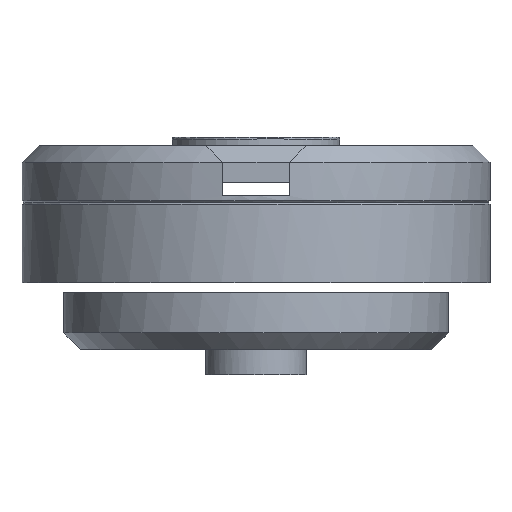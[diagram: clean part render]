
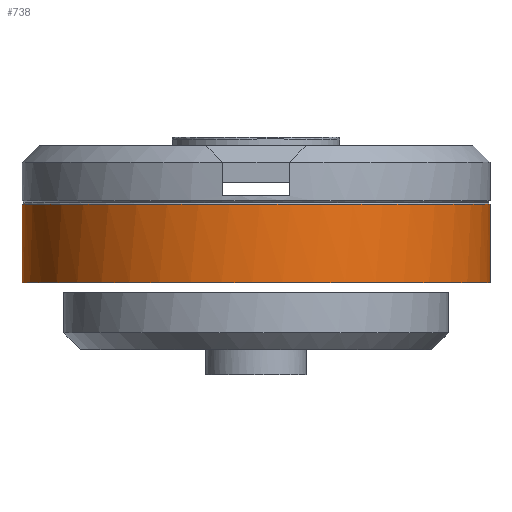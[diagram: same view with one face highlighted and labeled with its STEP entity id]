
A CAD part, front view. The second image highlights one B-rep face of the part: STEP entity #738.
In plain terms, the highlighted cylindrical face has radius 14 mm (diameter 28 mm), a partial arc.
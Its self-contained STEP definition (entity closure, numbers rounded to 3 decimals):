
#89 = CARTESIAN_POINT ( 'NONE',  ( 14., 0., 0. ) ) ;
#132 = CARTESIAN_POINT ( 'NONE',  ( 0., -14., 4.7 ) ) ;
#133 = CARTESIAN_POINT ( 'NONE',  ( 14., -14., 0. ) ) ;
#177 = VERTEX_POINT ( 'NONE', #1947 ) ;
#283 = CARTESIAN_POINT ( 'NONE',  ( -14., 0., 0. ) ) ;
#331 = CARTESIAN_POINT ( 'NONE',  ( 14., 0., 4.7 ) ) ;
#489 = CARTESIAN_POINT ( 'NONE',  ( 0., -14., 0. ) ) ;
#509 = VERTEX_POINT ( 'NONE', #2107 ) ;
#535 = CARTESIAN_POINT ( 'NONE',  ( -14., 0., 4.7 ) ) ;
#738 = ADVANCED_FACE ( 'NONE', ( #1305 ), #2192, .T. ) ;
#757 = DIRECTION ( 'NONE',  ( 1., 0., 0. ) ) ;
#788 = EDGE_CURVE ( 'NONE', #509, #177, #2045, .T. ) ;
#1305 = FACE_OUTER_BOUND ( 'NONE', #2027, .T. ) ;
#1393 = ORIENTED_EDGE ( 'NONE', *, *, #2295, .T. ) ;
#1439 = ORIENTED_EDGE ( 'NONE', *, *, #788, .T. ) ;
#1472 = CARTESIAN_POINT ( 'NONE',  ( -14., 0., 0. ) ) ;
#1480 = CARTESIAN_POINT ( 'NONE',  ( -14., 0., 0. ) ) ;
#1531 = CARTESIAN_POINT ( 'NONE',  ( 14., 0., 4.7 ) ) ;
#1567 = CARTESIAN_POINT ( 'NONE',  ( -14., -14., 0. ) ) ;
#1613 =( BOUNDED_CURVE ( )  B_SPLINE_CURVE ( 2, ( #331, #2000, #132, #1816, #535 ),
 .UNSPECIFIED., .F., .F. ) 
 B_SPLINE_CURVE_WITH_KNOTS ( ( 3, 2, 3 ),
 ( 43.982, 65.973, 87.965 ),
 .UNSPECIFIED. ) 
 CURVE ( )  GEOMETRIC_REPRESENTATION_ITEM ( )  RATIONAL_B_SPLINE_CURVE ( ( 1., 0.707, 1., 0.707, 1. ) ) 
 REPRESENTATION_ITEM ( '' )  );
#1620 = EDGE_CURVE ( 'NONE', #1880, #509, #1768, .T. ) ;
#1680 = CARTESIAN_POINT ( 'NONE',  ( 0., 0., 2.35 ) ) ;
#1682 = VERTEX_POINT ( 'NONE', #2126 ) ;
#1768 =( BOUNDED_CURVE ( )  B_SPLINE_CURVE ( 2, ( #283, #1567, #489, #133, #1923 ),
 .UNSPECIFIED., .F., .F. ) 
 B_SPLINE_CURVE_WITH_KNOTS ( ( 3, 2, 3 ),
 ( 0., 21.991, 43.982 ),
 .UNSPECIFIED. ) 
 CURVE ( )  GEOMETRIC_REPRESENTATION_ITEM ( )  RATIONAL_B_SPLINE_CURVE ( ( 1., 0.707, 1., 0.707, 1. ) ) 
 REPRESENTATION_ITEM ( '' )  );
#1785 = ORIENTED_EDGE ( 'NONE', *, *, #2085, .F. ) ;
#1816 = CARTESIAN_POINT ( 'NONE',  ( -14., -14., 4.7 ) ) ;
#1833 = AXIS2_PLACEMENT_3D ( 'NONE', #1680, #2238, #757 ) ;
#1855 = B_SPLINE_CURVE_WITH_KNOTS ( 'NONE', 1,
 ( #1480, #2061 ),
 .UNSPECIFIED., .F., .F.,
 ( 2, 2 ),
 ( 0.59, 5.29 ),
 .UNSPECIFIED. ) ;
#1880 = VERTEX_POINT ( 'NONE', #1472 ) ;
#1923 = CARTESIAN_POINT ( 'NONE',  ( 14., 0., 0. ) ) ;
#1947 = CARTESIAN_POINT ( 'NONE',  ( 14., 0., 4.7 ) ) ;
#2000 = CARTESIAN_POINT ( 'NONE',  ( 14., -14., 4.7 ) ) ;
#2027 = EDGE_LOOP ( 'NONE', ( #1439, #1393, #1785, #2286 ) ) ;
#2045 = B_SPLINE_CURVE_WITH_KNOTS ( 'NONE', 1,
 ( #89, #1531 ),
 .UNSPECIFIED., .F., .F.,
 ( 2, 2 ),
 ( 0.59, 5.29 ),
 .UNSPECIFIED. ) ;
#2061 = CARTESIAN_POINT ( 'NONE',  ( -14., 0., 4.7 ) ) ;
#2085 = EDGE_CURVE ( 'NONE', #1880, #1682, #1855, .T. ) ;
#2107 = CARTESIAN_POINT ( 'NONE',  ( 14., 0., 0. ) ) ;
#2126 = CARTESIAN_POINT ( 'NONE',  ( -14., 0., 4.7 ) ) ;
#2192 = CYLINDRICAL_SURFACE ( 'NONE', #1833, 14. ) ;
#2238 = DIRECTION ( 'NONE',  ( 0., 0., 1. ) ) ;
#2286 = ORIENTED_EDGE ( 'NONE', *, *, #1620, .T. ) ;
#2295 = EDGE_CURVE ( 'NONE', #177, #1682, #1613, .T. ) ;
